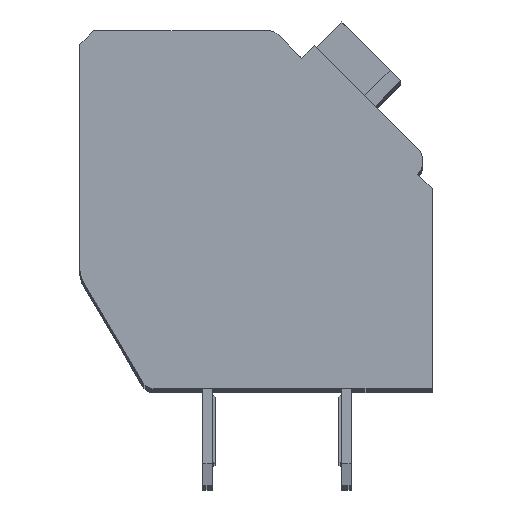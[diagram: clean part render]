
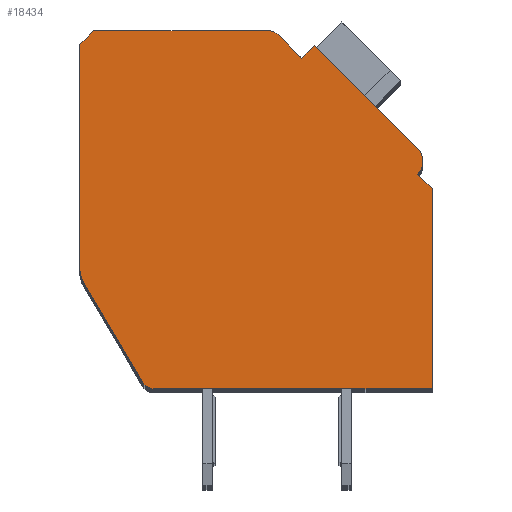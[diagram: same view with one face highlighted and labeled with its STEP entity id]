
A CAD part, top view. The second image highlights one B-rep face of the part: STEP entity #18434.
In plain terms, the highlighted planar face has unit normal (0, 0, 1).
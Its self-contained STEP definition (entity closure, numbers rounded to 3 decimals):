
#1611=DIRECTION('',(0.,-1.,0.));
#1612=VECTOR('',#1611,8.053);
#1613=CARTESIAN_POINT('',(-12.7,12.4,2.1));
#1614=LINE('',#1613,#1612);
#1615=DIRECTION('',(-0.707,-0.707,0.));
#1616=VECTOR('',#1615,0.707);
#1617=CARTESIAN_POINT('',(-12.2,12.9,2.1));
#1618=LINE('',#1617,#1616);
#1619=DIRECTION('',(-1.,0.,0.));
#1620=VECTOR('',#1619,6.298);
#1621=CARTESIAN_POINT('',(-5.902,12.9,2.1));
#1622=LINE('',#1621,#1620);
#1623=CARTESIAN_POINT('',(-5.902,12.4,2.1));
#1624=DIRECTION('',(0.,0.,1.));
#1625=DIRECTION('',(0.707,0.707,0.));
#1626=AXIS2_PLACEMENT_3D('',#1623,#1624,#1625);
#1628=DIRECTION('',(-0.707,0.707,0.));
#1629=VECTOR('',#1628,1.197);
#1630=CARTESIAN_POINT('',(-4.702,11.907,2.1));
#1631=LINE('',#1630,#1629);
#1632=DIRECTION('',(-0.707,-0.707,0.));
#1633=VECTOR('',#1632,0.65);
#1634=CARTESIAN_POINT('',(-4.243,12.367,2.1));
#1635=LINE('',#1634,#1633);
#1636=DIRECTION('',(-0.707,0.707,0.));
#1637=VECTOR('',#1636,5.25);
#1638=CARTESIAN_POINT('',(-0.53,8.655,2.1));
#1639=LINE('',#1638,#1637);
#1640=CARTESIAN_POINT('',(-0.99,8.195,2.1));
#1641=DIRECTION('',(0.,0.,1.));
#1642=DIRECTION('',(0.707,-0.707,0.));
#1643=AXIS2_PLACEMENT_3D('',#1640,#1641,#1642);
#1645=DIRECTION('',(-0.707,0.707,0.));
#1646=VECTOR('',#1645,0.75);
#1647=CARTESIAN_POINT('',(0.,7.205,2.1));
#1648=LINE('',#1647,#1646);
#1649=DIRECTION('',(0.,1.,0.));
#1650=VECTOR('',#1649,7.205);
#1651=CARTESIAN_POINT('',(0.,0.,2.1));
#1652=LINE('',#1651,#1650);
#1653=DIRECTION('',(1.,0.,0.));
#1654=VECTOR('',#1653,10.014);
#1655=CARTESIAN_POINT('',(-10.014,0.,2.1));
#1656=LINE('',#1655,#1654);
#1657=CARTESIAN_POINT('',(-10.014,0.5,2.1));
#1658=DIRECTION('',(0.,0.,1.));
#1659=DIRECTION('',(-0.862,-0.508,0.));
#1660=AXIS2_PLACEMENT_3D('',#1657,#1658,#1659);
#1662=DIRECTION('',(0.508,-0.862,0.));
#1663=VECTOR('',#1662,4.17);
#1664=CARTESIAN_POINT('',(-12.562,3.839,2.1));
#1665=LINE('',#1664,#1663);
#1666=CARTESIAN_POINT('',(-11.7,4.347,2.1));
#1667=DIRECTION('',(0.,0.,1.));
#1668=DIRECTION('',(-1.,0.,0.));
#1669=AXIS2_PLACEMENT_3D('',#1666,#1667,#1668);
#13049=CARTESIAN_POINT('',(-12.7,12.4,2.1));
#13050=CARTESIAN_POINT('',(-12.7,4.347,2.1));
#13051=VERTEX_POINT('',#13049);
#13052=VERTEX_POINT('',#13050);
#13053=CARTESIAN_POINT('',(-12.562,3.839,2.1));
#13054=VERTEX_POINT('',#13053);
#13055=CARTESIAN_POINT('',(-10.445,0.246,2.1));
#13056=VERTEX_POINT('',#13055);
#13057=CARTESIAN_POINT('',(-10.014,0.,2.1));
#13058=VERTEX_POINT('',#13057);
#13059=CARTESIAN_POINT('',(0.,0.,2.1));
#13060=VERTEX_POINT('',#13059);
#13061=CARTESIAN_POINT('',(0.,7.205,2.1));
#13062=VERTEX_POINT('',#13061);
#13063=CARTESIAN_POINT('',(-0.53,7.735,2.1));
#13064=VERTEX_POINT('',#13063);
#13065=CARTESIAN_POINT('',(-0.53,8.655,2.1));
#13066=VERTEX_POINT('',#13065);
#13067=CARTESIAN_POINT('',(-4.243,12.367,2.1));
#13068=VERTEX_POINT('',#13067);
#13069=CARTESIAN_POINT('',(-4.702,11.907,2.1));
#13070=VERTEX_POINT('',#13069);
#13071=CARTESIAN_POINT('',(-5.548,12.754,2.1));
#13072=VERTEX_POINT('',#13071);
#13073=CARTESIAN_POINT('',(-5.902,12.9,2.1));
#13074=VERTEX_POINT('',#13073);
#13075=CARTESIAN_POINT('',(-12.2,12.9,2.1));
#13076=VERTEX_POINT('',#13075);
#18404=CARTESIAN_POINT('',(0.,0.,2.1));
#18405=DIRECTION('',(0.,0.,1.));
#18406=DIRECTION('',(1.,0.,0.));
#18407=AXIS2_PLACEMENT_3D('',#18404,#18405,#18406);
#18408=PLANE('',#18407);
#18409=ORIENTED_EDGE('',*,*,#17097,.F.);
#18411=ORIENTED_EDGE('',*,*,#18410,.F.);
#18413=ORIENTED_EDGE('',*,*,#18412,.F.);
#18415=ORIENTED_EDGE('',*,*,#18414,.F.);
#18417=ORIENTED_EDGE('',*,*,#18416,.F.);
#18419=ORIENTED_EDGE('',*,*,#18418,.F.);
#18421=ORIENTED_EDGE('',*,*,#18420,.F.);
#18423=ORIENTED_EDGE('',*,*,#18422,.F.);
#18425=ORIENTED_EDGE('',*,*,#18424,.F.);
#18426=ORIENTED_EDGE('',*,*,#17896,.F.);
#18428=ORIENTED_EDGE('',*,*,#18427,.F.);
#18429=ORIENTED_EDGE('',*,*,#17240,.F.);
#18430=ORIENTED_EDGE('',*,*,#17947,.F.);
#18431=ORIENTED_EDGE('',*,*,#18232,.F.);
#18432=EDGE_LOOP('',(#18409,#18411,#18413,#18415,#18417,#18419,#18421,#18423,
#18425,#18426,#18428,#18429,#18430,#18431));
#18433=FACE_OUTER_BOUND('',#18432,.F.);
#1627=CIRCLE('',#1626,0.5);
#1644=CIRCLE('',#1643,0.65);
#1661=CIRCLE('',#1660,0.5);
#1670=CIRCLE('',#1669,1.);
#17097=EDGE_CURVE('',#13051,#13052,#1614,.T.);
#17240=EDGE_CURVE('',#13056,#13058,#1661,.T.);
#17896=EDGE_CURVE('',#13060,#13062,#1652,.T.);
#17947=EDGE_CURVE('',#13054,#13056,#1665,.T.);
#18232=EDGE_CURVE('',#13052,#13054,#1670,.T.);
#18410=EDGE_CURVE('',#13076,#13051,#1618,.T.);
#18412=EDGE_CURVE('',#13074,#13076,#1622,.T.);
#18414=EDGE_CURVE('',#13072,#13074,#1627,.T.);
#18416=EDGE_CURVE('',#13070,#13072,#1631,.T.);
#18418=EDGE_CURVE('',#13068,#13070,#1635,.T.);
#18420=EDGE_CURVE('',#13066,#13068,#1639,.T.);
#18422=EDGE_CURVE('',#13064,#13066,#1644,.T.);
#18424=EDGE_CURVE('',#13062,#13064,#1648,.T.);
#18427=EDGE_CURVE('',#13058,#13060,#1656,.T.);
#18434=ADVANCED_FACE('',(#18433),#18408,.T.);
